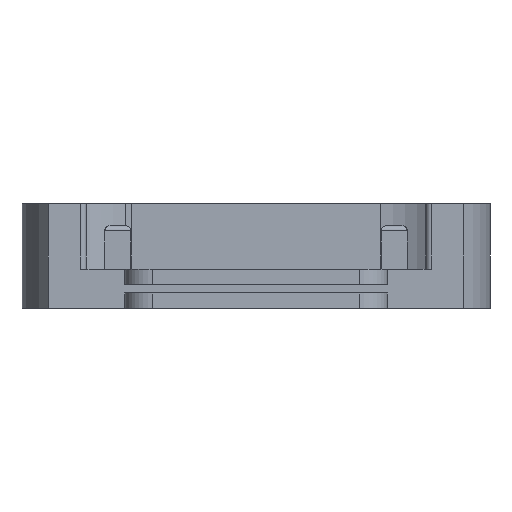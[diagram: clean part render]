
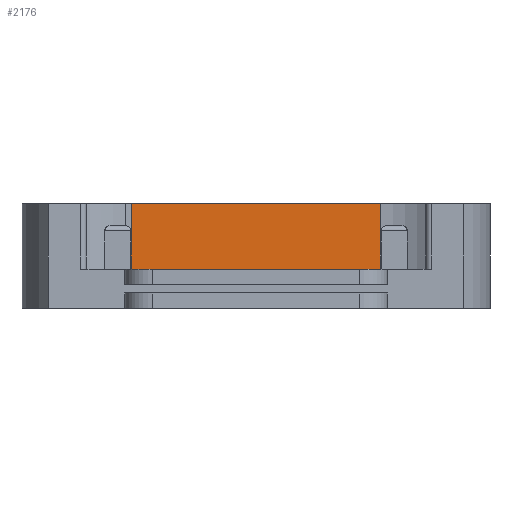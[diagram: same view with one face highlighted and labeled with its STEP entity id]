
A CAD part, left-side view. The second image highlights one B-rep face of the part: STEP entity #2176.
In plain terms, the highlighted planar face has unit normal (-1, 0, 0).
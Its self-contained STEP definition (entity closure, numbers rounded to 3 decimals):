
#114=FACE_OUTER_BOUND('',#232,.T.);
#232=EDGE_LOOP('',(#1561,#1562,#1563,#1564));
#350=LINE('',#3107,#632);
#396=LINE('',#3226,#678);
#397=LINE('',#3229,#679);
#398=LINE('',#3230,#680);
#632=VECTOR('',#2495,10.);
#678=VECTOR('',#2617,10.);
#679=VECTOR('',#2620,10.);
#680=VECTOR('',#2621,10.);
#918=VERTEX_POINT('',#3104);
#919=VERTEX_POINT('',#3106);
#954=VERTEX_POINT('',#3224);
#955=VERTEX_POINT('',#3228);
#1131=EDGE_CURVE('',#918,#919,#350,.T.);
#1190=EDGE_CURVE('',#954,#919,#396,.T.);
#1191=EDGE_CURVE('',#954,#955,#397,.T.);
#1192=EDGE_CURVE('',#955,#918,#398,.T.);
#1561=ORIENTED_EDGE('',*,*,#1191,.F.);
#1562=ORIENTED_EDGE('',*,*,#1190,.T.);
#1563=ORIENTED_EDGE('',*,*,#1131,.F.);
#1564=ORIENTED_EDGE('',*,*,#1192,.F.);
#2068=PLANE('',#2332);
#2176=ADVANCED_FACE('',(#114),#2068,.T.);
#2332=AXIS2_PLACEMENT_3D('',#3227,#2618,#2619);
#2495=DIRECTION('',(0.,0.,1.));
#2617=DIRECTION('',(0.,1.,0.));
#2618=DIRECTION('center_axis',(-1.,0.,0.));
#2619=DIRECTION('ref_axis',(0.,0.,1.));
#2620=DIRECTION('',(0.,0.,-1.));
#2621=DIRECTION('',(0.,1.,0.));
#3104=CARTESIAN_POINT('',(33.385,3.,-5.737));
#3106=CARTESIAN_POINT('',(33.385,3.,5.715));
#3107=CARTESIAN_POINT('',(33.385,3.,-5.737));
#3224=CARTESIAN_POINT('',(33.385,0.,5.715));
#3226=CARTESIAN_POINT('',(33.385,0.,5.715));
#3227=CARTESIAN_POINT('Origin',(33.385,0.,-5.737));
#3228=CARTESIAN_POINT('',(33.385,0.,-5.737));
#3229=CARTESIAN_POINT('',(33.385,0.,-2.868));
#3230=CARTESIAN_POINT('',(33.385,0.,-5.737));
